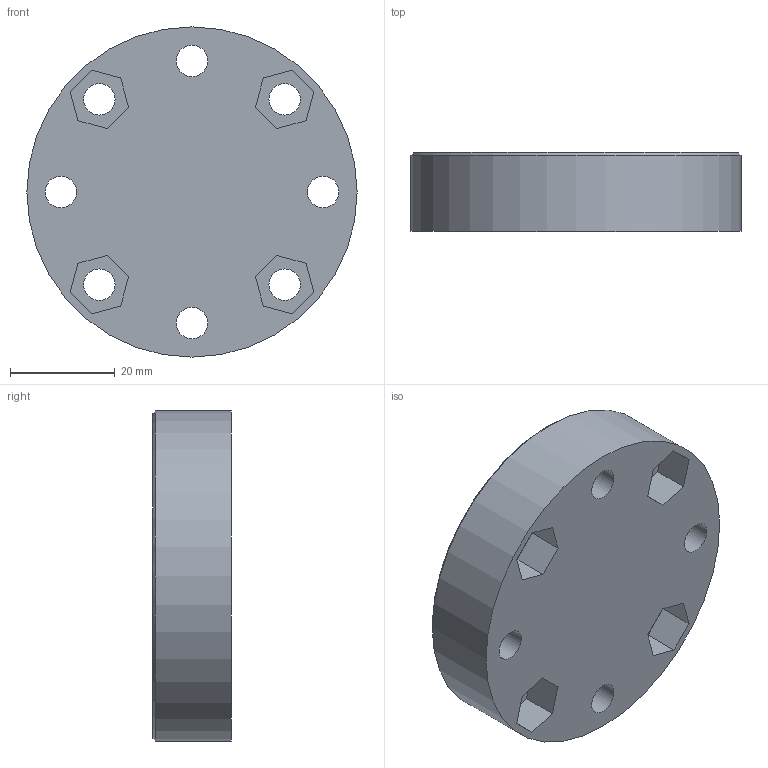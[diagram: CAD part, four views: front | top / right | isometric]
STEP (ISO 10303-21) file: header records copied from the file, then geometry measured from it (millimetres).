
FILE_DESCRIPTION(/* description */ (''),/* implementation_level */ '2;1');
FILE_NAME(/* name */ 'UR Flange.step',/* time_stamp */ '2022-04-20T14:28:29+02:00',/* author */ (''),/* organization */ (''),/* preprocessor_version */ 'ST-DEVELOPER v18.1',/* originating_system */ 'Autodesk Translation Framework v10.14.0.1471',/* authorisation */ '');
FILE_SCHEMA (('AUTOMOTIVE_DESIGN { 1 0 10303 214 3 1 1 }'));
Length unit declared in the file: millimetre
Products named in the file (1): URCap
Bounding box: 63 x 15 x 63 mm (x, y, z)
Volume: 40174.4 mm3; surface area: 11668.7 mm2
Topology: 1 solids, 1 shells, 61 faces, 153 edges, 99 vertices
Faces by surface type: plane 39, cylinder 13, cone 9
Full cylindrical faces by diameter (mm): 6 x8, 10.2 x4, 63 x1
Entity records: 1893 total; most frequent: CARTESIAN_POINT 335, DIRECTION 314, ORIENTED_EDGE 306, EDGE_CURVE 153, LINE 106, VECTOR 106, AXIS2_PLACEMENT_3D 104, VERTEX_POINT 99
